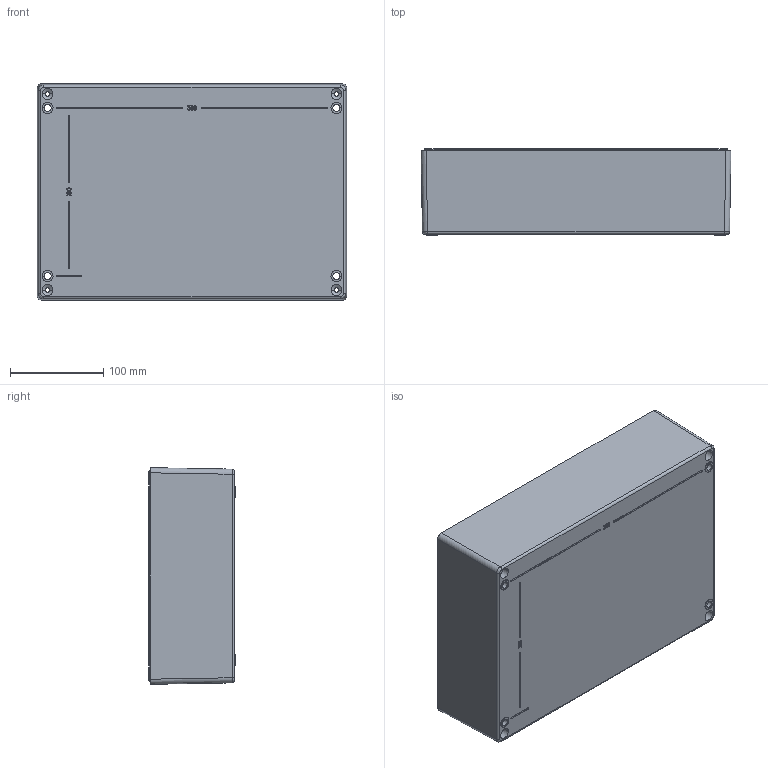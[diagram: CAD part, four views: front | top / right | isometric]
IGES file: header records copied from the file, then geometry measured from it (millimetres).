
Global section: file name: No Iges File Name specified; native system: Autodesk Inventor 2010; preprocessor: AutoDesk Inventor Iges Exporter R2010; author: tcook; date: 20100324.075319; units: inch
Bounding box: 332 x 92.26 x 232 mm (x, y, z)
Volume: 950237.9 mm3; surface area: 365379.3 mm2
Topology: 1 solids, 1 shells, 496 faces, 1171 edges, 754 vertices
Faces by surface type: bspline 160, plane 140, cylinder 84, revolution 76, torus 24, cone 12
